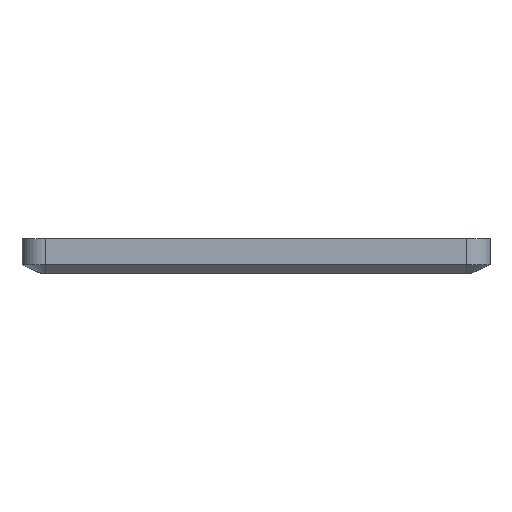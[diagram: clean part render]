
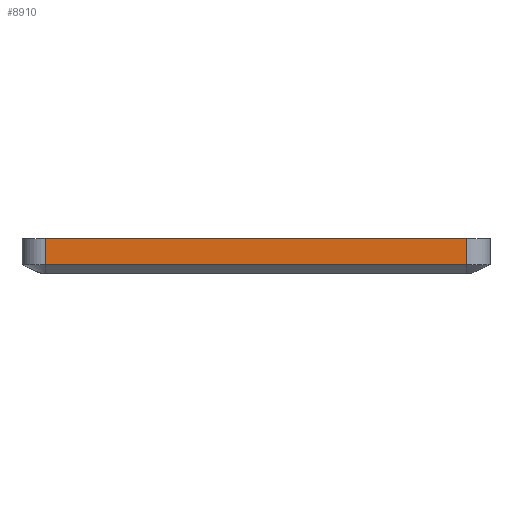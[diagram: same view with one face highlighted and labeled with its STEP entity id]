
A CAD part, left-side view. The second image highlights one B-rep face of the part: STEP entity #8910.
In plain terms, the highlighted planar face has unit normal (-1, 0, 0).
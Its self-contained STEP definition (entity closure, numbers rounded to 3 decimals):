
#769=PLANE('',#9326);
#1238=FACE_OUTER_BOUND('',#1755,.T.);
#1755=EDGE_LOOP('',(#8380,#8381,#8382,#8383));
#2405=LINE('',#15236,#3358);
#2704=LINE('',#15920,#3657);
#2711=LINE('',#15940,#3664);
#2712=LINE('',#15942,#3665);
#3358=VECTOR('',#10438,10.);
#3657=VECTOR('',#11045,10.);
#3664=VECTOR('',#11072,10.);
#3665=VECTOR('',#11075,10.);
#4357=VERTEX_POINT('',#15233);
#4358=VERTEX_POINT('',#15235);
#4572=VERTEX_POINT('',#15916);
#4573=VERTEX_POINT('',#15918);
#5512=EDGE_CURVE('',#4357,#4358,#2405,.T.);
#5843=EDGE_CURVE('',#4573,#4572,#2704,.T.);
#5853=EDGE_CURVE('',#4572,#4357,#2711,.T.);
#5854=EDGE_CURVE('',#4573,#4358,#2712,.T.);
#8380=ORIENTED_EDGE('',*,*,#5843,.F.);
#8381=ORIENTED_EDGE('',*,*,#5854,.T.);
#8382=ORIENTED_EDGE('',*,*,#5512,.F.);
#8383=ORIENTED_EDGE('',*,*,#5853,.F.);
#8910=ADVANCED_FACE('',(#1238),#769,.T.);
#9326=AXIS2_PLACEMENT_3D('',#15941,#11073,#11074);
#10438=DIRECTION('',(0.,-1.,0.));
#11045=DIRECTION('',(0.,1.,0.));
#11072=DIRECTION('',(0.,0.,1.));
#11073=DIRECTION('center_axis',(-1.,0.,0.));
#11074=DIRECTION('ref_axis',(0.,-1.,0.));
#11075=DIRECTION('',(0.,0.,1.));
#15233=CARTESIAN_POINT('',(0.,-10.,14.9));
#15235=CARTESIAN_POINT('',(0.,-190.,14.9));
#15236=CARTESIAN_POINT('',(0.,-190.,14.9));
#15916=CARTESIAN_POINT('',(0.,-10.,3.73));
#15918=CARTESIAN_POINT('',(0.,-190.,3.73));
#15920=CARTESIAN_POINT('',(0.,-55.,3.73));
#15940=CARTESIAN_POINT('',(0.,-10.,0.));
#15941=CARTESIAN_POINT('Origin',(0.,-10.,0.));
#15942=CARTESIAN_POINT('',(0.,-190.,0.));
